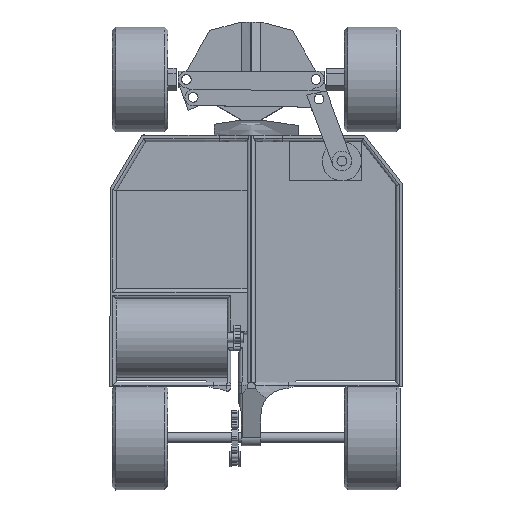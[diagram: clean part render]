
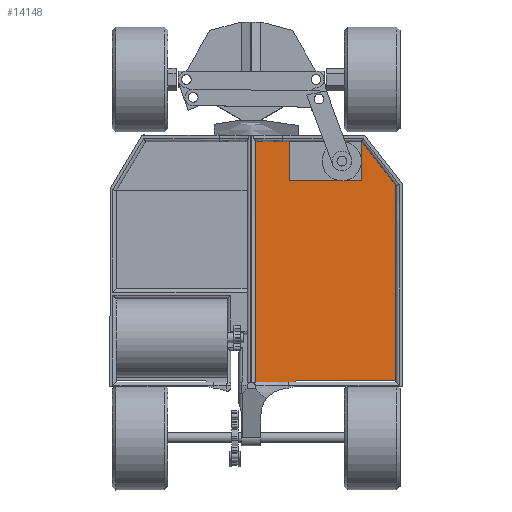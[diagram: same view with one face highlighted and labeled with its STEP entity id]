
A CAD part, top view. The second image highlights one B-rep face of the part: STEP entity #14148.
In plain terms, the highlighted planar face has unit normal (0, 0, 1).
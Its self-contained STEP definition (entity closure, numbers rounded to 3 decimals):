
#101=B_SPLINE_CURVE_WITH_KNOTS('',3,(#24138,#24139,#24140,#24141,#24142,
#24143,#24144,#24145,#24146,#24147,#24148,#24149,#24150,#24151,#24152,#24153,
#24154,#24155,#24156),.UNSPECIFIED.,.F.,.F.,(4,3,3,3,3,3,4),(0.,0.036,
0.071,0.107,0.142,0.178,
0.193),.UNSPECIFIED.);
#1313=PLANE('',#15406);
#2052=FACE_OUTER_BOUND('',#2892,.T.);
#2892=EDGE_LOOP('',(#12860,#12861,#12862,#12863,#12864,#12865,#12866));
#3879=LINE('',#24109,#4959);
#3920=LINE('',#24382,#5000);
#3921=LINE('',#24385,#5001);
#3954=LINE('',#24696,#5034);
#3958=LINE('',#24707,#5038);
#3960=LINE('',#24746,#5040);
#4959=VECTOR('',#18522,10.);
#5000=VECTOR('',#18589,10.);
#5001=VECTOR('',#18592,10.);
#5034=VECTOR('',#18753,10.);
#5038=VECTOR('',#18761,10.);
#5040=VECTOR('',#18781,10.);
#6764=VERTEX_POINT('',#24037);
#6769=VERTEX_POINT('',#24106);
#6770=VERTEX_POINT('',#24108);
#6806=VERTEX_POINT('',#24380);
#6807=VERTEX_POINT('',#24384);
#6857=VERTEX_POINT('',#24693);
#6858=VERTEX_POINT('',#24695);
#8740=EDGE_CURVE('',#6770,#6769,#3879,.T.);
#8745=EDGE_CURVE('',#6764,#6770,#101,.F.);
#8794=EDGE_CURVE('',#6769,#6806,#3920,.T.);
#8795=EDGE_CURVE('',#6807,#6764,#3921,.T.);
#8879=EDGE_CURVE('',#6858,#6857,#3954,.T.);
#8884=EDGE_CURVE('',#6857,#6807,#3958,.T.);
#8892=EDGE_CURVE('',#6806,#6858,#3960,.T.);
#12860=ORIENTED_EDGE('',*,*,#8795,.T.);
#12861=ORIENTED_EDGE('',*,*,#8745,.T.);
#12862=ORIENTED_EDGE('',*,*,#8740,.T.);
#12863=ORIENTED_EDGE('',*,*,#8794,.T.);
#12864=ORIENTED_EDGE('',*,*,#8892,.T.);
#12865=ORIENTED_EDGE('',*,*,#8879,.T.);
#12866=ORIENTED_EDGE('',*,*,#8884,.T.);
#14148=ADVANCED_FACE('',(#2052),#1313,.T.);
#15406=AXIS2_PLACEMENT_3D('',#24751,#18788,#18789);
#18522=DIRECTION('',(1.,0.,0.));
#18589=DIRECTION('',(0.,1.,0.));
#18592=DIRECTION('',(1.,0.,0.));
#18753=DIRECTION('',(-1.,0.,0.));
#18761=DIRECTION('',(0.,-1.,0.));
#18781=DIRECTION('',(-0.614,0.789,0.));
#18788=DIRECTION('center_axis',(0.,0.,1.));
#18789=DIRECTION('ref_axis',(1.,0.,0.));
#24037=CARTESIAN_POINT('',(54.227,-28.5,0.));
#24106=CARTESIAN_POINT('',(85.5,-28.011,0.));
#24108=CARTESIAN_POINT('',(56.069,-28.011,0.));
#24109=CARTESIAN_POINT('',(65.125,-28.011,0.));
#24138=CARTESIAN_POINT('Ctrl Pts',(56.069,-28.011,0.001));
#24139=CARTESIAN_POINT('Ctrl Pts',(55.95,-28.011,0.001));
#24140=CARTESIAN_POINT('Ctrl Pts',(55.832,-28.017,0.001));
#24141=CARTESIAN_POINT('Ctrl Pts',(55.714,-28.028,0.001));
#24142=CARTESIAN_POINT('Ctrl Pts',(55.597,-28.04,0.001));
#24143=CARTESIAN_POINT('Ctrl Pts',(55.48,-28.057,0.001));
#24144=CARTESIAN_POINT('Ctrl Pts',(55.364,-28.08,0.001));
#24145=CARTESIAN_POINT('Ctrl Pts',(55.248,-28.102,0.));
#24146=CARTESIAN_POINT('Ctrl Pts',(55.132,-28.131,0.));
#24147=CARTESIAN_POINT('Ctrl Pts',(55.018,-28.165,0.));
#24148=CARTESIAN_POINT('Ctrl Pts',(54.905,-28.198,0.));
#24149=CARTESIAN_POINT('Ctrl Pts',(54.793,-28.237,0.));
#24150=CARTESIAN_POINT('Ctrl Pts',(54.683,-28.281,0.));
#24151=CARTESIAN_POINT('Ctrl Pts',(54.572,-28.325,0.));
#24152=CARTESIAN_POINT('Ctrl Pts',(54.464,-28.375,0.));
#24153=CARTESIAN_POINT('Ctrl Pts',(54.358,-28.429,0.));
#24154=CARTESIAN_POINT('Ctrl Pts',(54.314,-28.452,0.));
#24155=CARTESIAN_POINT('Ctrl Pts',(54.27,-28.476,0.));
#24156=CARTESIAN_POINT('Ctrl Pts',(54.227,-28.5,0.));
#24380=CARTESIAN_POINT('',(85.5,31.5,0.));
#24382=CARTESIAN_POINT('',(85.5,19.875,0.));
#24384=CARTESIAN_POINT('',(42.5,-28.5,0.));
#24385=CARTESIAN_POINT('',(64.125,-28.5,0.));
#24693=CARTESIAN_POINT('',(42.5,45.,0.));
#24695=CARTESIAN_POINT('',(75.,45.,0.));
#24696=CARTESIAN_POINT('',(42.625,45.,0.));
#24707=CARTESIAN_POINT('',(42.5,-11.125,0.));
#24746=CARTESIAN_POINT('',(77.827,41.365,0.));
#24751=CARTESIAN_POINT('Origin',(42.75,8.25,0.));
